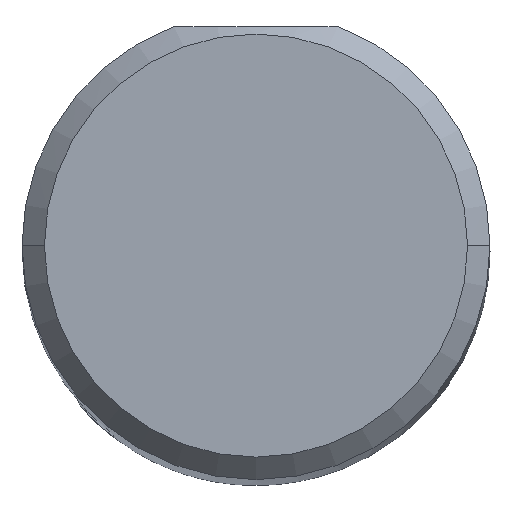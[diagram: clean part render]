
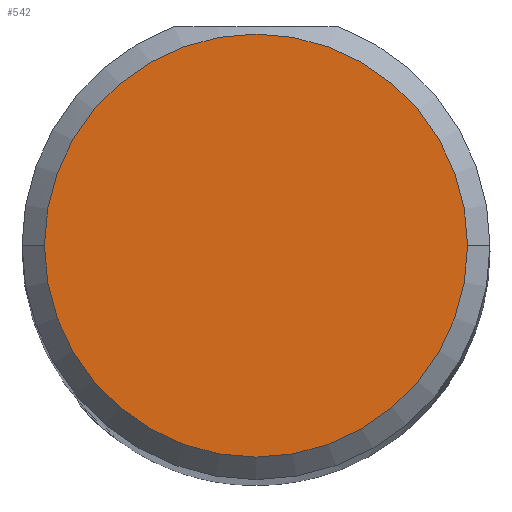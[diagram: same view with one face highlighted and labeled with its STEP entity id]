
A CAD part, top view. The second image highlights one B-rep face of the part: STEP entity #542.
In plain terms, the highlighted planar face has unit normal (0, 0, 1).
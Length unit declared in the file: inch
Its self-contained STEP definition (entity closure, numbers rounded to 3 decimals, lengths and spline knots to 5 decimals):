
#101 = EDGE_CURVE ( 'NONE', #167, #663, #387, .T. ) ;
#121 = CARTESIAN_POINT ( 'NONE',  ( -0.14125, 0., 2.5 ) ) ;
#147 = CARTESIAN_POINT ( 'NONE',  ( 0., 0., 2.5 ) ) ;
#167 = VERTEX_POINT ( 'NONE', #121 ) ;
#178 = DIRECTION ( 'NONE',  ( 0., 0., 1. ) ) ;
#188 = CARTESIAN_POINT ( 'NONE',  ( 0., 0., 2.5 ) ) ;
#212 = PLANE ( 'NONE',  #419 ) ;
#213 = AXIS2_PLACEMENT_3D ( 'NONE', #188, #367, #561 ) ;
#269 = CARTESIAN_POINT ( 'NONE',  ( 0.14125, 0., 2.5 ) ) ;
#367 = DIRECTION ( 'NONE',  ( 0., 0., 1. ) ) ;
#374 = CIRCLE ( 'NONE', #589, 0.14125 ) ;
#387 = CIRCLE ( 'NONE', #213, 0.14125 ) ;
#419 = AXIS2_PLACEMENT_3D ( 'NONE', #147, #466, #733 ) ;
#422 = ORIENTED_EDGE ( 'NONE', *, *, #802, .T. ) ;
#425 = CARTESIAN_POINT ( 'NONE',  ( 0., 0., 2.5 ) ) ;
#466 = DIRECTION ( 'NONE',  ( 0., 0., 1. ) ) ;
#519 = ORIENTED_EDGE ( 'NONE', *, *, #101, .T. ) ;
#542 = ADVANCED_FACE ( 'NONE', ( #710 ), #212, .T. ) ;
#560 = DIRECTION ( 'NONE',  ( 1., 0., 0. ) ) ;
#561 = DIRECTION ( 'NONE',  ( 1., 0., 0. ) ) ;
#589 = AXIS2_PLACEMENT_3D ( 'NONE', #425, #178, #560 ) ;
#639 = EDGE_LOOP ( 'NONE', ( #519, #422 ) ) ;
#663 = VERTEX_POINT ( 'NONE', #269 ) ;
#710 = FACE_OUTER_BOUND ( 'NONE', #639, .T. ) ;
#733 = DIRECTION ( 'NONE',  ( 1., 0., 0. ) ) ;
#802 = EDGE_CURVE ( 'NONE', #663, #167, #374, .T. ) ;
